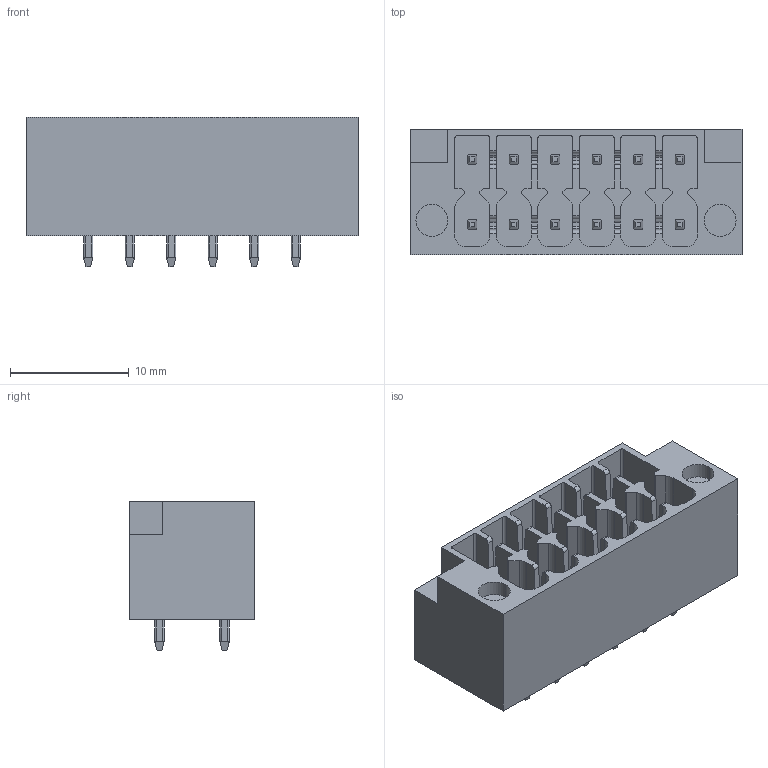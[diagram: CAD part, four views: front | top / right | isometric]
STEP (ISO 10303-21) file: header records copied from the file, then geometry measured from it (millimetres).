
FILE_DESCRIPTION((''),'2;1');
FILE_NAME('TLPHDW-010V','2024-09-18T10:31:32',('tluser'),(''),'CREO PARAMETRIC BY PTC INC, 2018100','CREO PARAMETRIC BY PTC INC, 2018100','');
FILE_SCHEMA(('CONFIG_CONTROL_DESIGN'));
Length unit declared in the file: millimetre
Products named in the file (1): TLPHDW-010V
Bounding box: 28 x 10.6 x 12.6 mm (x, y, z)
Volume: 2074 mm3; surface area: 2407.4 mm2
Topology: 1 solids, 1 shells, 531 faces, 1506 edges, 1004 vertices
Faces by surface type: plane 343, cylinder 188
Entity records: 17526 total; most frequent: CARTESIAN_POINT 3773, ORIENTED_EDGE 3012, DIRECTION 2656, EDGE_CURVE 1506, VECTOR 1034, LINE 1034, VERTEX_POINT 1004, AXIS2_PLACEMENT_3D 811
